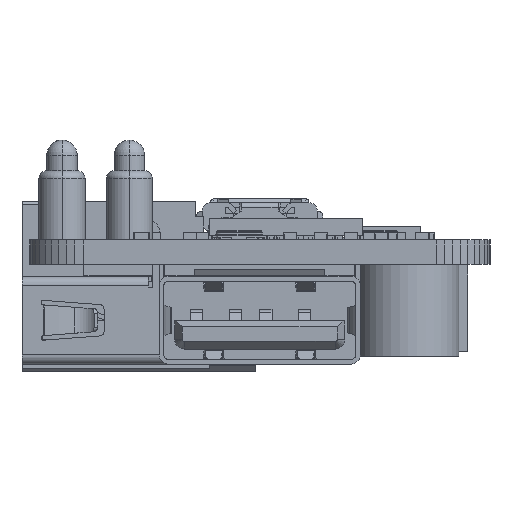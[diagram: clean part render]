
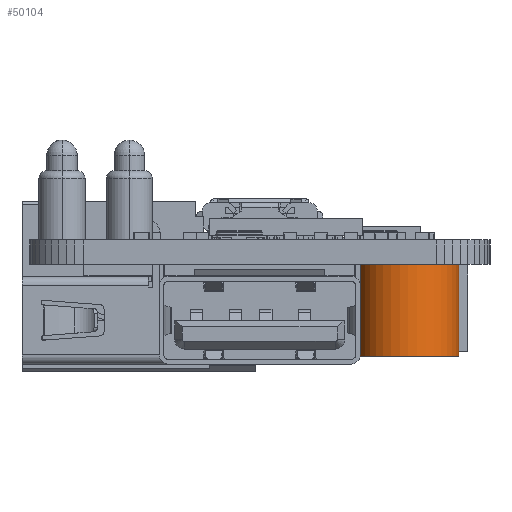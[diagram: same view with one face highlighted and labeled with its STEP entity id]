
A CAD part, left-side view. The second image highlights one B-rep face of the part: STEP entity #50104.
In plain terms, the highlighted cylindrical face has radius 3.3 mm (diameter 6.6 mm), a partial arc.
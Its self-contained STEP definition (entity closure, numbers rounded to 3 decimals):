
#50035=DIRECTION('',(0.,0.,-1.));
#50036=VECTOR('',#50035,6.);
#50037=CARTESIAN_POINT('',(-3.3,0.,6.));
#50038=LINE('',#50037,#50036);
#50042=DIRECTION('',(0.,0.,-1.));
#50043=VECTOR('',#50042,6.);
#50044=CARTESIAN_POINT('',(3.3,0.,6.));
#50045=LINE('',#50044,#50043);
#50057=CARTESIAN_POINT('',(0.,0.,0.));
#50058=DIRECTION('',(0.,0.,1.));
#50059=DIRECTION('',(-1.,0.,0.));
#50060=AXIS2_PLACEMENT_3D('',#50057,#50058,#50059);
#50073=CARTESIAN_POINT('',(0.,0.,6.));
#50074=DIRECTION('',(0.,0.,1.));
#50075=DIRECTION('',(-1.,0.,0.));
#50076=AXIS2_PLACEMENT_3D('',#50073,#50074,#50075);
#50081=CARTESIAN_POINT('',(-3.3,0.,6.));
#50082=CARTESIAN_POINT('',(-3.3,0.,0.));
#50083=VERTEX_POINT('',#50081);
#50084=VERTEX_POINT('',#50082);
#50085=CARTESIAN_POINT('',(3.3,0.,0.));
#50086=VERTEX_POINT('',#50085);
#50087=CARTESIAN_POINT('',(3.3,0.,6.));
#50088=VERTEX_POINT('',#50087);
#50089=CARTESIAN_POINT('',(0.,0.,0.));
#50090=DIRECTION('',(0.,0.,-1.));
#50091=DIRECTION('',(1.,0.,0.));
#50092=AXIS2_PLACEMENT_3D('',#50089,#50090,#50091);
#50093=CYLINDRICAL_SURFACE('',#50092,3.3);
#50095=ORIENTED_EDGE('',*,*,#50094,.F.);
#50097=ORIENTED_EDGE('',*,*,#50096,.T.);
#50099=ORIENTED_EDGE('',*,*,#50098,.T.);
#50101=ORIENTED_EDGE('',*,*,#50100,.F.);
#50102=EDGE_LOOP('',(#50095,#50097,#50099,#50101));
#50103=FACE_OUTER_BOUND('',#50102,.F.);
#50104=ADVANCED_FACE('',(#50103),#50093,.T.);
#50061=CIRCLE('',#50060,3.3);
#50077=CIRCLE('',#50076,3.3);
#50094=EDGE_CURVE('',#50083,#50084,#50038,.T.);
#50096=EDGE_CURVE('',#50083,#50088,#50077,.T.);
#50098=EDGE_CURVE('',#50088,#50086,#50045,.T.);
#50100=EDGE_CURVE('',#50084,#50086,#50061,.T.);
